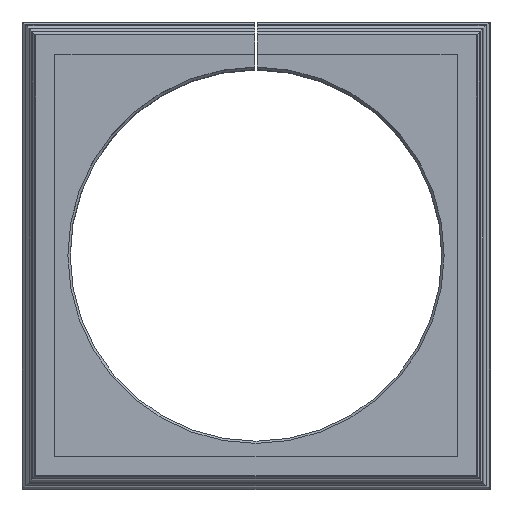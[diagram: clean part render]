
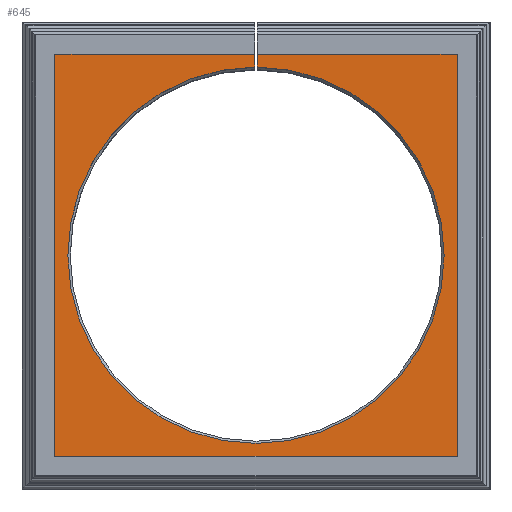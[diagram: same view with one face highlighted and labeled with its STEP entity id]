
A CAD part, top view. The second image highlights one B-rep face of the part: STEP entity #645.
In plain terms, the highlighted planar face has unit normal (0, 0, 1).
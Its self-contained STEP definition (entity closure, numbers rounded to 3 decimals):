
#101=FACE_OUTER_BOUND('',#892,.T.);
#197=LINE('',#3037,#406);
#297=LINE('',#3238,#506);
#298=LINE('',#3241,#507);
#299=LINE('',#3243,#508);
#300=LINE('',#3245,#509);
#301=LINE('',#3247,#510);
#302=LINE('',#3248,#511);
#406=VECTOR('',#2347,1.);
#506=VECTOR('',#2531,1.);
#507=VECTOR('',#2532,1.);
#508=VECTOR('',#2533,1.);
#509=VECTOR('',#2534,1.);
#510=VECTOR('',#2535,1.);
#511=VECTOR('',#2536,1.);
#645=ADVANCED_FACE('',(#101),#760,.T.);
#760=PLANE('',#2222);
#808=CIRCLE('',#2221,8.);
#892=EDGE_LOOP('',(#1219,#1220,#1221,#1222,#1223,#1224,#1225,#1226));
#1219=ORIENTED_EDGE('',*,*,#1930,.F.);
#1220=ORIENTED_EDGE('',*,*,#1931,.T.);
#1221=ORIENTED_EDGE('',*,*,#1932,.T.);
#1222=ORIENTED_EDGE('',*,*,#1933,.T.);
#1223=ORIENTED_EDGE('',*,*,#1934,.T.);
#1224=ORIENTED_EDGE('',*,*,#1828,.T.);
#1225=ORIENTED_EDGE('',*,*,#1935,.F.);
#1226=ORIENTED_EDGE('',*,*,#1936,.F.);
#1626=VERTEX_POINT('',#3035);
#1628=VERTEX_POINT('',#3038);
#1687=VERTEX_POINT('',#3239);
#1688=VERTEX_POINT('',#3240);
#1689=VERTEX_POINT('',#3242);
#1690=VERTEX_POINT('',#3244);
#1691=VERTEX_POINT('',#3246);
#1692=VERTEX_POINT('',#3249);
#1828=EDGE_CURVE('',#1628,#1626,#197,.T.);
#1930=EDGE_CURVE('',#1687,#1688,#297,.T.);
#1931=EDGE_CURVE('',#1687,#1689,#298,.T.);
#1932=EDGE_CURVE('',#1689,#1690,#299,.T.);
#1933=EDGE_CURVE('',#1690,#1691,#300,.T.);
#1934=EDGE_CURVE('',#1691,#1628,#301,.T.);
#1935=EDGE_CURVE('',#1692,#1626,#302,.T.);
#1936=EDGE_CURVE('',#1688,#1692,#808,.T.);
#2221=AXIS2_PLACEMENT_3D('',#3250,#2537,#2538);
#2222=AXIS2_PLACEMENT_3D('',#3251,#2539,#2540);
#2347=DIRECTION('',(-1.,0.,0.));
#2531=DIRECTION('',(0.,-1.,0.));
#2532=DIRECTION('',(-1.,0.,0.));
#2533=DIRECTION('',(0.,-1.,0.));
#2534=DIRECTION('',(1.,0.,0.));
#2535=DIRECTION('',(0.,1.,0.));
#2536=DIRECTION('',(0.,1.,0.));
#2537=DIRECTION('',(0.,0.,1.));
#2538=DIRECTION('',(1.,0.,0.));
#2539=DIRECTION('',(0.,0.,1.));
#2540=DIRECTION('',(-1.,0.,0.));
#3035=CARTESIAN_POINT('',(0.05,8.55,17.7));
#3037=CARTESIAN_POINT('',(8.55,8.55,17.7));
#3038=CARTESIAN_POINT('',(8.55,8.55,17.7));
#3238=CARTESIAN_POINT('',(-0.05,0.,17.7));
#3239=CARTESIAN_POINT('',(-0.05,8.55,17.7));
#3240=CARTESIAN_POINT('',(-0.05,8.,17.7));
#3241=CARTESIAN_POINT('',(8.55,8.55,17.7));
#3242=CARTESIAN_POINT('',(-8.55,8.55,17.7));
#3243=CARTESIAN_POINT('',(-8.55,8.55,17.7));
#3244=CARTESIAN_POINT('',(-8.55,-8.55,17.7));
#3245=CARTESIAN_POINT('',(-8.55,-8.55,17.7));
#3246=CARTESIAN_POINT('',(8.55,-8.55,17.7));
#3247=CARTESIAN_POINT('',(8.55,-8.55,17.7));
#3248=CARTESIAN_POINT('',(0.05,0.,17.7));
#3249=CARTESIAN_POINT('',(0.05,8.,17.7));
#3250=CARTESIAN_POINT('',(0.,0.,17.7));
#3251=CARTESIAN_POINT('',(0.,0.,17.7));
